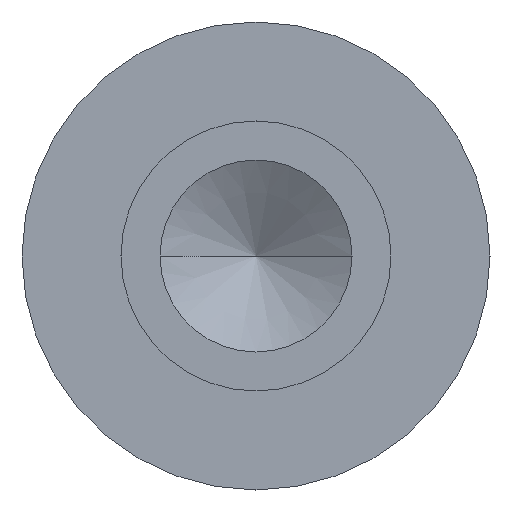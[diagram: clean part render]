
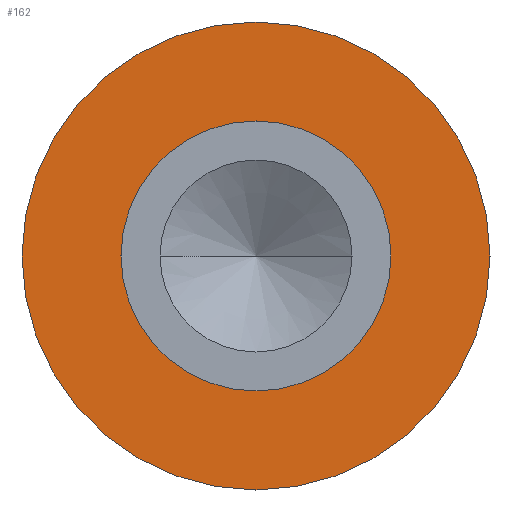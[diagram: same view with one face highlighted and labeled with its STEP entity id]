
A CAD part, front view. The second image highlights one B-rep face of the part: STEP entity #162.
In plain terms, the highlighted planar face has unit normal (0, -1, 0).
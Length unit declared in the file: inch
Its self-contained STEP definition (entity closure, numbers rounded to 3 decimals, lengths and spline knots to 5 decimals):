
#38 = EDGE_CURVE ( 'NONE', #116, #41, #334, .T. ) ;
#41 = VERTEX_POINT ( 'NONE', #352 ) ;
#42 = EDGE_CURVE ( 'NONE', #41, #116, #351, .T. ) ;
#54 = EDGE_CURVE ( 'NONE', #223, #222, #381, .T. ) ;
#116 = VERTEX_POINT ( 'NONE', #461 ) ;
#155 = ORIENTED_EDGE ( 'NONE', *, *, #38, .F. ) ;
#156 = ORIENTED_EDGE ( 'NONE', *, *, #42, .F. ) ;
#159 = EDGE_LOOP ( 'NONE', ( #166, #160 ) ) ;
#160 = ORIENTED_EDGE ( 'NONE', *, *, #163, .T. ) ;
#162 = ADVANCED_FACE ( 'NONE', ( #437, #436 ), #443, .T. ) ;
#163 = EDGE_CURVE ( 'NONE', #222, #223, #501, .T. ) ;
#165 = EDGE_LOOP ( 'NONE', ( #156, #155 ) ) ;
#166 = ORIENTED_EDGE ( 'NONE', *, *, #54, .T. ) ;
#222 = VERTEX_POINT ( 'NONE', #565 ) ;
#223 = VERTEX_POINT ( 'NONE', #564 ) ;
#297 = DIRECTION ( 'NONE',  ( 1., 0., 0. ) ) ;
#298 = DIRECTION ( 'NONE',  ( 0., -1., 0. ) ) ;
#334 = CIRCLE ( 'NONE', #360, 0.045 ) ;
#347 = DIRECTION ( 'NONE',  ( 1., 0., 0. ) ) ;
#348 = DIRECTION ( 'NONE',  ( 0., -1., 0. ) ) ;
#349 = CARTESIAN_POINT ( 'NONE',  ( 0., 0.105, 0. ) ) ;
#350 = AXIS2_PLACEMENT_3D ( 'NONE', #349, #348, #347 ) ;
#351 = CIRCLE ( 'NONE', #350, 0.045 ) ;
#352 = CARTESIAN_POINT ( 'NONE',  ( 0.045, 0.105, 0. ) ) ;
#357 = DIRECTION ( 'NONE',  ( 1., 0., 0. ) ) ;
#358 = DIRECTION ( 'NONE',  ( 0., -1., 0. ) ) ;
#359 = CARTESIAN_POINT ( 'NONE',  ( 0., 0.105, 0. ) ) ;
#360 = AXIS2_PLACEMENT_3D ( 'NONE', #359, #358, #357 ) ;
#379 = CARTESIAN_POINT ( 'NONE',  ( 0., 0.105, 0. ) ) ;
#380 = AXIS2_PLACEMENT_3D ( 'NONE', #379, #298, #297 ) ;
#381 = CIRCLE ( 'NONE', #380, 0.078 ) ;
#436 = FACE_BOUND ( 'NONE', #165, .T. ) ;
#437 = FACE_OUTER_BOUND ( 'NONE', #159, .T. ) ;
#442 = CARTESIAN_POINT ( 'NONE',  ( 0.045, 0.105, 0. ) ) ;
#443 = PLANE ( 'NONE',  #504 ) ;
#461 = CARTESIAN_POINT ( 'NONE',  ( -0.045, 0.105, 0. ) ) ;
#470 = DIRECTION ( 'NONE',  ( 1., 0., 0. ) ) ;
#471 = DIRECTION ( 'NONE',  ( 0., -1., 0. ) ) ;
#499 = CARTESIAN_POINT ( 'NONE',  ( 0., 0.105, 0. ) ) ;
#500 = AXIS2_PLACEMENT_3D ( 'NONE', #499, #471, #470 ) ;
#501 = CIRCLE ( 'NONE', #500, 0.078 ) ;
#502 = DIRECTION ( 'NONE',  ( 1., 0., 0. ) ) ;
#503 = DIRECTION ( 'NONE',  ( 0., -1., 0. ) ) ;
#504 = AXIS2_PLACEMENT_3D ( 'NONE', #442, #503, #502 ) ;
#564 = CARTESIAN_POINT ( 'NONE',  ( 0.078, 0.105, 0. ) ) ;
#565 = CARTESIAN_POINT ( 'NONE',  ( -0.078, 0.105, 0. ) ) ;
